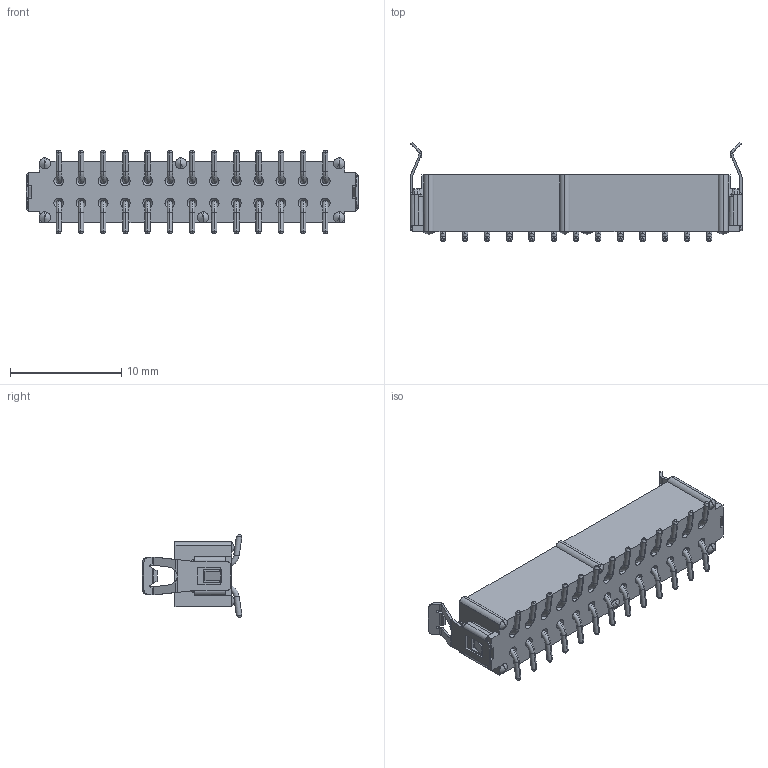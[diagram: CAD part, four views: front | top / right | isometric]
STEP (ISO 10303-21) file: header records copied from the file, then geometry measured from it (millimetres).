
FILE_DESCRIPTION((''),'2;1');
FILE_NAME('M80-82618XX_ASM','2011-09-09T',('wbourne'),(''),'PRO/ENGINEER BY PARAMETRIC TECHNOLOGY CORPORATION, 2010280','PRO/ENGINEER BY PARAMETRIC TECHNOLOGY CORPORATION, 2010280','');
FILE_SCHEMA(('CONFIG_CONTROL_DESIGN','SHAPE_APPEARANCE_LAYERS_GROUPS'));
Length unit declared in the file: millimetre
Products named in the file (4): M80-1022698_SEPARATE_ROWS; M80-827XX05-PIN; M80-001XXXX; M80-82618XX_ASM
Assembly tree (29 placements, depth 2):
  M80-82618XX_ASM
    M80-1022698_SEPARATE_ROWS
    M80-827XX05-PIN  x26
    M80-001XXXX  x2
Bounding box: 29.9 x 8.96 x 7.56 mm (x, y, z)
Volume: 465.7 mm3; surface area: 1396.7 mm2
Topology: 29 solids, 29 shells, 1046 faces, 2475 edges, 1524 vertices
Faces by surface type: plane 454, cylinder 252, cone 184, bspline 104, torus 52
Entity records: 13911 total; most frequent: CARTESIAN_POINT 2226, DIRECTION 1878, ORIENTED_EDGE 1780, PRESENTATION_STYLE_ASSIGNMENT 900, STYLED_ITEM 893, CURVE_STYLE 890, EDGE_CURVE 890, AXIS2_PLACEMENT_3D 664
